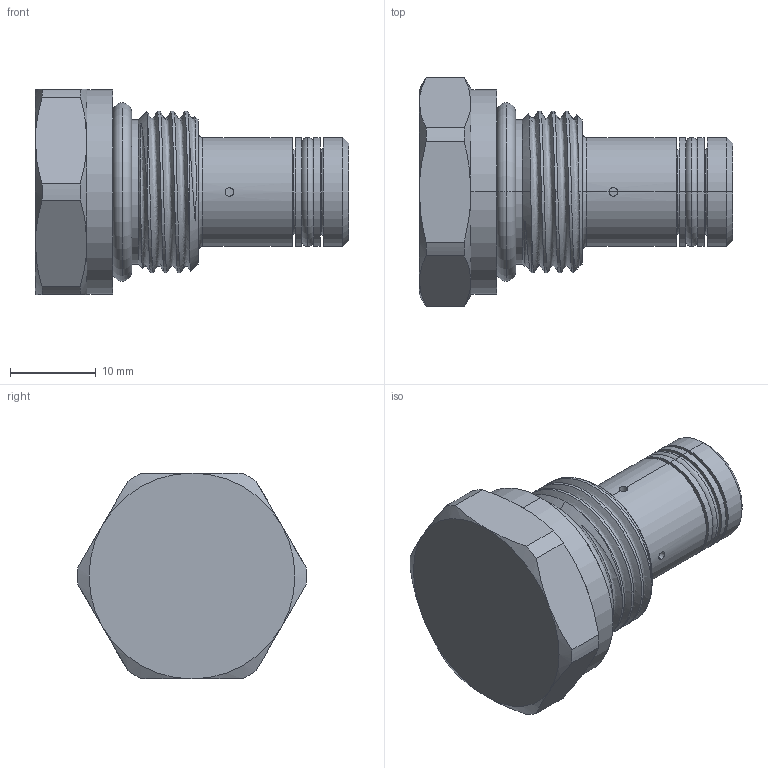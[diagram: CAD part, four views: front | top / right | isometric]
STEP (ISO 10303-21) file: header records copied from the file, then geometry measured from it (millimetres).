
FILE_DESCRIPTION (( 'STEP AP203' ), '1' );
FILE_NAME ('FR08W20-N.STEP', '2016-05-24T01:28:35', ( '' ), ( '' ), 'SwSTEP 2.0', 'SolidWorks 2012', '' );
FILE_SCHEMA (( 'CONFIG_CONTROL_DESIGN' ));
Length unit declared in the file: millimetre
Products named in the file (1): FR08W20-N
Bounding box: 36.5 x 26.69 x 24 mm (x, y, z)
Volume: 8994.5 mm3; surface area: 4126.7 mm2
Topology: 5 solids, 5 shells, 152 faces, 353 edges, 222 vertices
Faces by surface type: cylinder 84, plane 29, cone 22, torus 16, bspline 1
Entity records: 6212 total; most frequent: CARTESIAN_POINT 2624, DIRECTION 781, ORIENTED_EDGE 706, EDGE_CURVE 353, AXIS2_PLACEMENT_3D 336, VERTEX_POINT 222, CIRCLE 184, EDGE_LOOP 175
